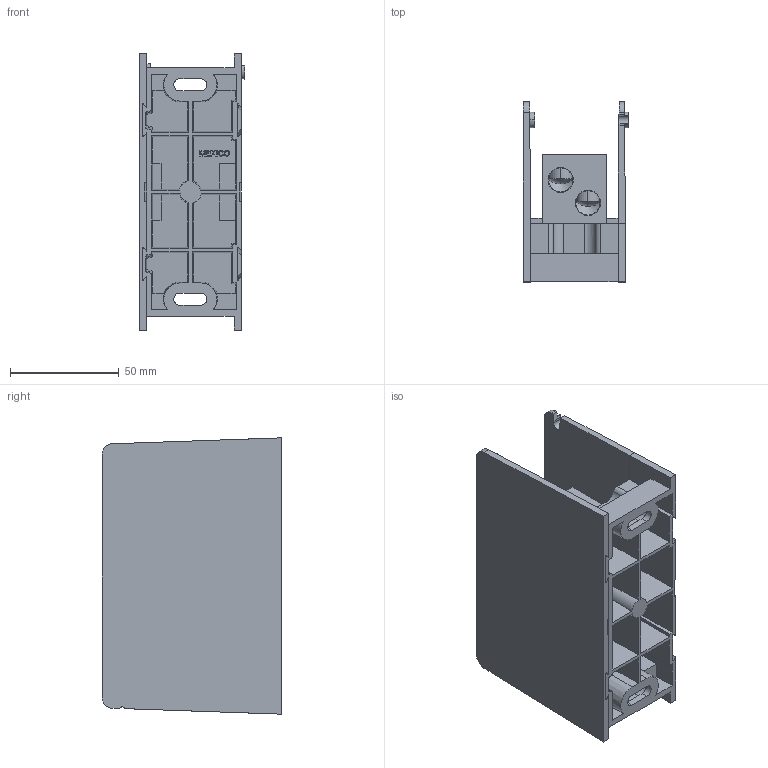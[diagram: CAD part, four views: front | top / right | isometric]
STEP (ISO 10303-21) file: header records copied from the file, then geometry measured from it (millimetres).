
FILE_DESCRIPTION (( 'STEP AP214' ), '1' );
FILE_NAME ('701953rev-1P.STEP', '2014-08-12T19:47:23', ( '' ), ( '' ), 'SwSTEP 2.0', 'SolidWorks 2013', '' );
FILE_SCHEMA (( 'AUTOMOTIVE_DESIGN' ));
Length unit declared in the file: inch
Products named in the file (1): 701953rev-1P
Bounding box: 48.6 x 82.55 x 127.01 mm (x, y, z)
Volume: 140955.5 mm3; surface area: 93496.6 mm2
Topology: 12 solids, 12 shells, 1001 faces, 2611 edges, 1649 vertices
Faces by surface type: cylinder 346, plane 308, cone 297, bspline 26, sphere 14, torus 10
Entity records: 53686 total; most frequent: CARTESIAN_POINT 17341, ORIENTED_EDGE 5198, DIRECTION 4334, EDGE_CURVE 2599, VERTEX_POINT 1649, AXIS2_PLACEMENT_3D 1513, VECTOR 1308, LINE 1308
